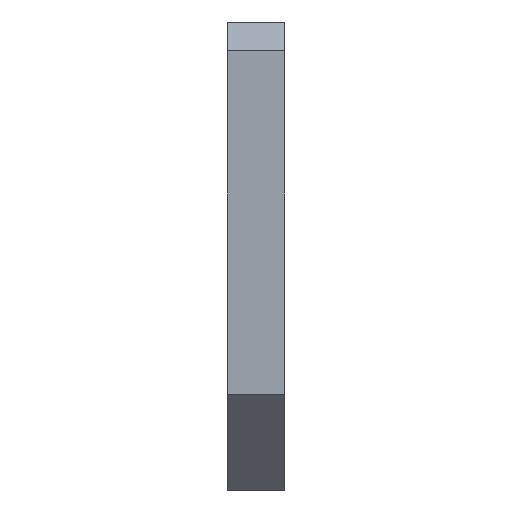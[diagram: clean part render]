
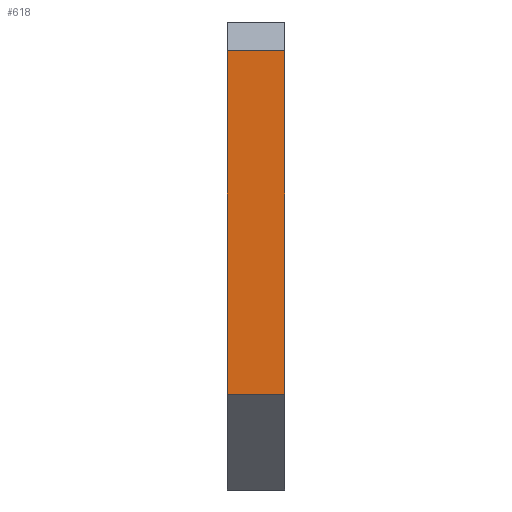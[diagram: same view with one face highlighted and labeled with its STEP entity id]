
A CAD part, left-side view. The second image highlights one B-rep face of the part: STEP entity #618.
In plain terms, the highlighted planar face has unit normal (-1, 0, 0).
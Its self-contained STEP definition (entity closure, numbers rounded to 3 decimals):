
#117=FACE_OUTER_BOUND('',#161,.T.);
#161=EDGE_LOOP('',(#546,#547,#548,#549));
#178=LINE('',#868,#229);
#205=LINE('',#982,#256);
#227=LINE('',#1025,#278);
#228=LINE('',#1027,#279);
#229=VECTOR('',#697,10.);
#256=VECTOR('',#816,10.);
#278=VECTOR('',#858,10.);
#279=VECTOR('',#861,10.);
#280=VERTEX_POINT('',#866);
#281=VERTEX_POINT('',#867);
#322=VERTEX_POINT('',#981);
#333=VERTEX_POINT('',#1023);
#334=EDGE_CURVE('',#280,#281,#178,.T.);
#391=EDGE_CURVE('',#322,#281,#205,.T.);
#413=EDGE_CURVE('',#280,#333,#227,.T.);
#414=EDGE_CURVE('',#322,#333,#228,.T.);
#546=ORIENTED_EDGE('',*,*,#413,.T.);
#547=ORIENTED_EDGE('',*,*,#414,.F.);
#548=ORIENTED_EDGE('',*,*,#391,.T.);
#549=ORIENTED_EDGE('',*,*,#334,.F.);
#589=PLANE('',#691);
#618=ADVANCED_FACE('',(#117),#589,.T.);
#691=AXIS2_PLACEMENT_3D('',#1026,#859,#860);
#697=DIRECTION('',(0.,0.,1.));
#816=DIRECTION('',(0.,1.,0.));
#858=DIRECTION('',(0.,-1.,0.));
#859=DIRECTION('center_axis',(-1.,0.,0.));
#860=DIRECTION('ref_axis',(0.,0.,-1.));
#861=DIRECTION('',(0.,0.,-1.));
#866=CARTESIAN_POINT('',(57.833,74.888,7.));
#867=CARTESIAN_POINT('',(57.833,74.888,43.));
#868=CARTESIAN_POINT('',(57.833,74.888,43.));
#981=CARTESIAN_POINT('',(57.833,68.888,43.));
#982=CARTESIAN_POINT('',(57.833,71.888,43.));
#1023=CARTESIAN_POINT('',(57.833,68.888,7.));
#1025=CARTESIAN_POINT('',(57.833,71.888,7.));
#1026=CARTESIAN_POINT('Origin',(57.833,71.888,43.));
#1027=CARTESIAN_POINT('',(57.833,68.888,43.));
